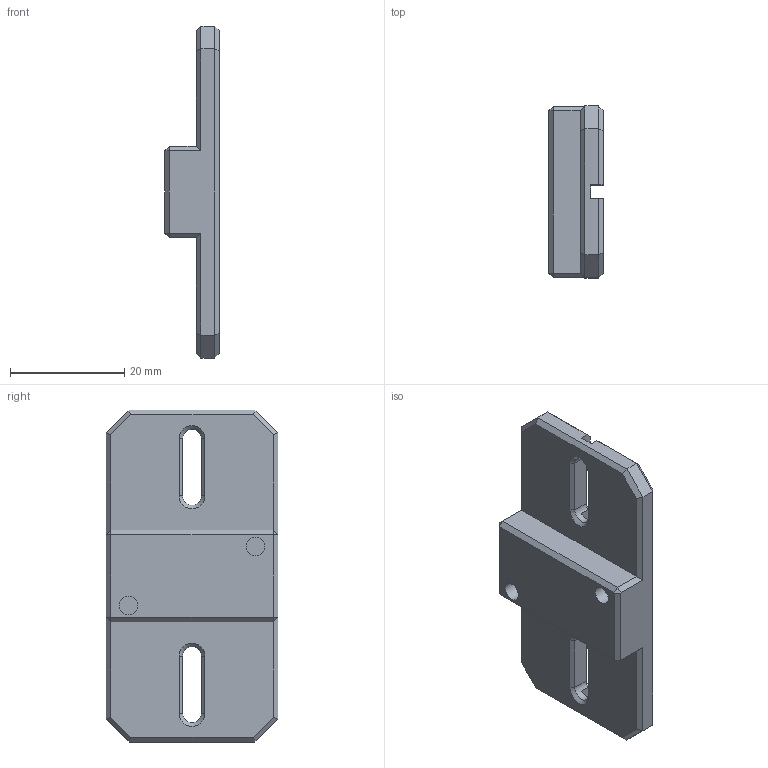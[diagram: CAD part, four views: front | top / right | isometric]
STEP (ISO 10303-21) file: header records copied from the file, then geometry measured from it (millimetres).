
FILE_DESCRIPTION(('FreeCAD Model'),'2;1');
FILE_NAME('Open CASCADE Shape Model','2021-09-16T07:27:29',('Author'),( ''),'Open CASCADE STEP processor 7.5','FreeCAD','Unknown');
FILE_SCHEMA(('AUTOMOTIVE_DESIGN { 1 0 10303 214 1 1 1 1 }'));
Length unit declared in the file: millimetre
Products named in the file (1): Z-EndStopAdapter
Bounding box: 9.5 x 30 x 58 mm (x, y, z)
Volume: 8560.1 mm3; surface area: 4780.1 mm2
Topology: 1 solids, 1 shells, 94 faces, 218 edges, 130 vertices
Faces by surface type: plane 74, cone 12, cylinder 8
Full cylindrical faces by diameter (mm): 3.2 x2, 5.8 x2
Entity records: 5542 total; most frequent: CARTESIAN_POINT 1027, DIRECTION 864, LINE 564, VECTOR 564, ORIENTED_EDGE 436, PCURVE 436, DEFINITIONAL_REPRESENTATION 436, EDGE_CURVE 218
